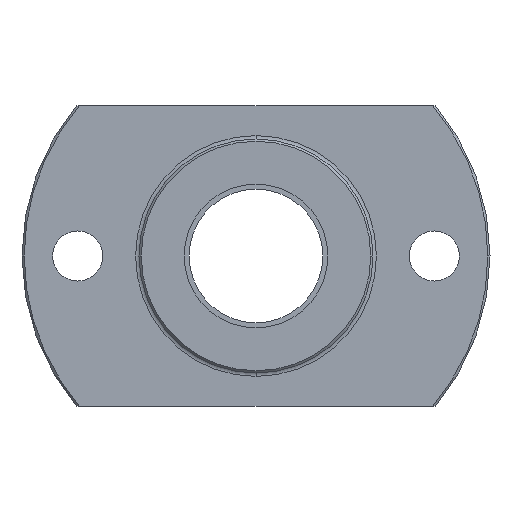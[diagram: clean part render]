
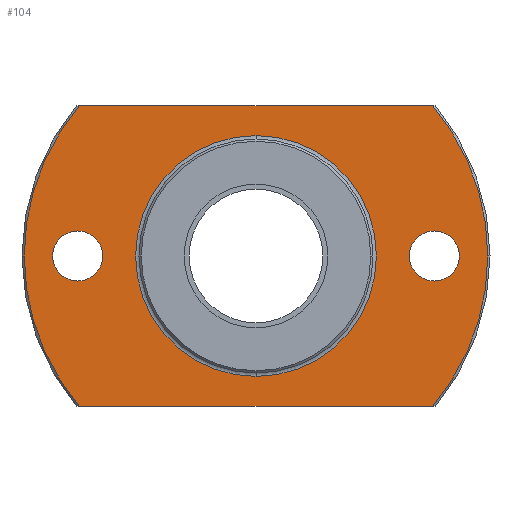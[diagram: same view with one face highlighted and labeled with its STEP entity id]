
A CAD part, left-side view. The second image highlights one B-rep face of the part: STEP entity #104.
In plain terms, the highlighted planar face has unit normal (-1, 0, 0).
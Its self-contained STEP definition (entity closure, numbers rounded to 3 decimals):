
#104 = ADVANCED_FACE( '', ( #187, #188, #189, #190 ), #191, .T. );
#187 = FACE_BOUND( '', #302, .T. );
#188 = FACE_BOUND( '', #303, .T. );
#189 = FACE_OUTER_BOUND( '', #304, .T. );
#190 = FACE_BOUND( '', #305, .T. );
#191 = PLANE( '', #306 );
#302 = EDGE_LOOP( '', ( #571, #572 ) );
#303 = EDGE_LOOP( '', ( #573, #574 ) );
#304 = EDGE_LOOP( '', ( #575, #576, #577, #578, #579, #580 ) );
#305 = EDGE_LOOP( '', ( #581, #582, #583 ) );
#306 = AXIS2_PLACEMENT_3D( '', #584, #585, #586 );
#571 = ORIENTED_EDGE( '', *, *, #823, .T. );
#572 = ORIENTED_EDGE( '', *, *, #813, .T. );
#573 = ORIENTED_EDGE( '', *, *, #827, .T. );
#574 = ORIENTED_EDGE( '', *, *, #805, .T. );
#575 = ORIENTED_EDGE( '', *, *, #829, .T. );
#576 = ORIENTED_EDGE( '', *, *, #802, .T. );
#577 = ORIENTED_EDGE( '', *, *, #838, .T. );
#578 = ORIENTED_EDGE( '', *, *, #837, .T. );
#579 = ORIENTED_EDGE( '', *, *, #839, .T. );
#580 = ORIENTED_EDGE( '', *, *, #767, .T. );
#581 = ORIENTED_EDGE( '', *, *, #840, .F. );
#582 = ORIENTED_EDGE( '', *, *, #841, .F. );
#583 = ORIENTED_EDGE( '', *, *, #762, .F. );
#584 = CARTESIAN_POINT( '', ( 24., 15.803, 0. ) );
#585 = DIRECTION( '', ( -1., 0., 0. ) );
#586 = DIRECTION( '', ( 0., 1., 0. ) );
#762 = EDGE_CURVE( '', #890, #892, #893, .T. );
#767 = EDGE_CURVE( '', #896, #900, #902, .T. );
#802 = EDGE_CURVE( '', #968, #966, #969, .T. );
#805 = EDGE_CURVE( '', #974, #971, #975, .T. );
#813 = EDGE_CURVE( '', #990, #987, #991, .T. );
#823 = EDGE_CURVE( '', #987, #990, #1006, .T. );
#827 = EDGE_CURVE( '', #971, #974, #1010, .T. );
#829 = EDGE_CURVE( '', #900, #968, #1012, .T. );
#837 = EDGE_CURVE( '', #1014, #1026, #1028, .T. );
#838 = EDGE_CURVE( '', #966, #1014, #1029, .T. );
#839 = EDGE_CURVE( '', #1026, #896, #1030, .T. );
#840 = EDGE_CURVE( '', #1031, #890, #1032, .T. );
#841 = EDGE_CURVE( '', #892, #1031, #1033, .T. );
#890 = VERTEX_POINT( '', #1088 );
#892 = VERTEX_POINT( '', #1090 );
#893 = CIRCLE( '', #1091, 10.805 );
#896 = VERTEX_POINT( '', #1094 );
#900 = VERTEX_POINT( '', #1099 );
#902 = CIRCLE( '', #1110, 20.8 );
#966 = VERTEX_POINT( '', #1208 );
#968 = VERTEX_POINT( '', #1211 );
#969 = CIRCLE( '', #1212, 20.8 );
#971 = VERTEX_POINT( '', #1223 );
#974 = VERTEX_POINT( '', #1227 );
#975 = CIRCLE( '', #1228, 2.25 );
#987 = VERTEX_POINT( '', #1243 );
#990 = VERTEX_POINT( '', #1247 );
#991 = CIRCLE( '', #1248, 2.25 );
#1006 = CIRCLE( '', #1266, 2.25 );
#1010 = CIRCLE( '', #1270, 2.25 );
#1012 = LINE( '', #1273, #1274 );
#1014 = VERTEX_POINT( '', #1276 );
#1026 = VERTEX_POINT( '', #1318 );
#1028 = LINE( '', #1329, #1330 );
#1029 = CIRCLE( '', #1331, 20.8 );
#1030 = CIRCLE( '', #1332, 20.8 );
#1031 = VERTEX_POINT( '', #1333 );
#1032 = CIRCLE( '', #1334, 10.805 );
#1033 = CIRCLE( '', #1335, 10.805 );
#1088 = CARTESIAN_POINT( '', ( 24., 0., -10.805 ) );
#1090 = CARTESIAN_POINT( '', ( 24., 0., 10.805 ) );
#1091 = AXIS2_PLACEMENT_3D( '', #1397, #1398, #1399 );
#1094 = CARTESIAN_POINT( '', ( 24., 20.8, 0. ) );
#1099 = CARTESIAN_POINT( '', ( 24., 15.824, -13.5 ) );
#1110 = AXIS2_PLACEMENT_3D( '', #1407, #1408, #1409 );
#1208 = CARTESIAN_POINT( '', ( 24., -20.8, 0. ) );
#1211 = CARTESIAN_POINT( '', ( 24., -15.824, -13.5 ) );
#1212 = AXIS2_PLACEMENT_3D( '', #1472, #1473, #1474 );
#1223 = CARTESIAN_POINT( '', ( 24., 16., -2.25 ) );
#1227 = CARTESIAN_POINT( '', ( 24., 16., 2.25 ) );
#1228 = AXIS2_PLACEMENT_3D( '', #1476, #1477, #1478 );
#1243 = CARTESIAN_POINT( '', ( 24., -16., -2.25 ) );
#1247 = CARTESIAN_POINT( '', ( 24., -16., 2.25 ) );
#1248 = AXIS2_PLACEMENT_3D( '', #1492, #1493, #1494 );
#1266 = AXIS2_PLACEMENT_3D( '', #1516, #1517, #1518 );
#1270 = AXIS2_PLACEMENT_3D( '', #1528, #1529, #1530 );
#1273 = CARTESIAN_POINT( '', ( 24., -2.599, -13.5 ) );
#1274 = VECTOR( '', #1532, 1. );
#1276 = CARTESIAN_POINT( '', ( 24., -15.824, 13.5 ) );
#1318 = CARTESIAN_POINT( '', ( 24., 15.824, 13.5 ) );
#1329 = CARTESIAN_POINT( '', ( 24., 18.401, 13.5 ) );
#1330 = VECTOR( '', #1536, 1. );
#1331 = AXIS2_PLACEMENT_3D( '', #1537, #1538, #1539 );
#1332 = AXIS2_PLACEMENT_3D( '', #1540, #1541, #1542 );
#1333 = CARTESIAN_POINT( '', ( 24., 10.805, 0. ) );
#1334 = AXIS2_PLACEMENT_3D( '', #1543, #1544, #1545 );
#1335 = AXIS2_PLACEMENT_3D( '', #1546, #1547, #1548 );
#1397 = CARTESIAN_POINT( '', ( 24., 0., 0. ) );
#1398 = DIRECTION( '', ( -1., 0., 0. ) );
#1399 = DIRECTION( '', ( 0., 1., 0. ) );
#1407 = CARTESIAN_POINT( '', ( 24., 0., 0. ) );
#1408 = DIRECTION( '', ( -1., 0., 0. ) );
#1409 = DIRECTION( '', ( 0., 1., 0. ) );
#1472 = CARTESIAN_POINT( '', ( 24., 0., 0. ) );
#1473 = DIRECTION( '', ( -1., 0., 0. ) );
#1474 = DIRECTION( '', ( 0., 1., 0. ) );
#1476 = CARTESIAN_POINT( '', ( 24., 16., 0. ) );
#1477 = DIRECTION( '', ( 1., 0., 0. ) );
#1478 = DIRECTION( '', ( 0., 0., -1. ) );
#1492 = CARTESIAN_POINT( '', ( 24., -16., 0. ) );
#1493 = DIRECTION( '', ( 1., 0., 0. ) );
#1494 = DIRECTION( '', ( 0., 0., -1. ) );
#1516 = CARTESIAN_POINT( '', ( 24., -16., 0. ) );
#1517 = DIRECTION( '', ( 1., 0., 0. ) );
#1518 = DIRECTION( '', ( 0., 0., -1. ) );
#1528 = CARTESIAN_POINT( '', ( 24., 16., 0. ) );
#1529 = DIRECTION( '', ( 1., 0., 0. ) );
#1530 = DIRECTION( '', ( 0., 0., -1. ) );
#1532 = DIRECTION( '', ( 0., -1., 0. ) );
#1536 = DIRECTION( '', ( 0., 1., 0. ) );
#1537 = CARTESIAN_POINT( '', ( 24., 0., 0. ) );
#1538 = DIRECTION( '', ( -1., 0., 0. ) );
#1539 = DIRECTION( '', ( 0., 1., 0. ) );
#1540 = CARTESIAN_POINT( '', ( 24., 0., 0. ) );
#1541 = DIRECTION( '', ( -1., 0., 0. ) );
#1542 = DIRECTION( '', ( 0., 1., 0. ) );
#1543 = CARTESIAN_POINT( '', ( 24., 0., 0. ) );
#1544 = DIRECTION( '', ( -1., 0., 0. ) );
#1545 = DIRECTION( '', ( 0., 1., 0. ) );
#1546 = CARTESIAN_POINT( '', ( 24., 0., 0. ) );
#1547 = DIRECTION( '', ( -1., 0., 0. ) );
#1548 = DIRECTION( '', ( 0., 1., 0. ) );
